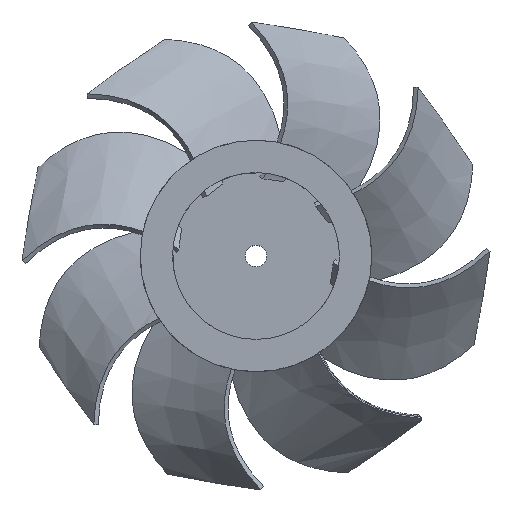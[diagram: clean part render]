
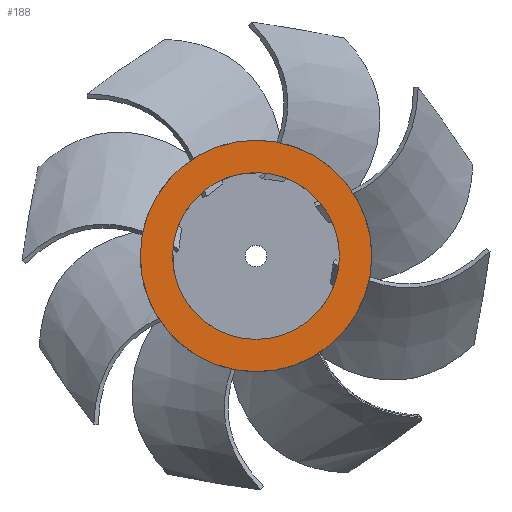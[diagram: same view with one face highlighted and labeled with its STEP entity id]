
A CAD part, top view. The second image highlights one B-rep face of the part: STEP entity #188.
In plain terms, the highlighted planar face has unit normal (0, 0, 1).
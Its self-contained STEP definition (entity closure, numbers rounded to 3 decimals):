
#184=PLANE('',#1304);
#188=ADVANCED_FACE('',(#274,#275),#184,.T.);
#274=FACE_BOUND('',#287,.T.);
#275=FACE_BOUND('',#288,.T.);
#287=EDGE_LOOP('',(#436));
#288=EDGE_LOOP('',(#437));
#379=CIRCLE('',#1301,157.5);
#380=CIRCLE('',#1303,113.605);
#436=ORIENTED_EDGE('',*,*,#959,.F.);
#437=ORIENTED_EDGE('',*,*,#958,.T.);
#826=VERTEX_POINT('',#1704);
#827=VERTEX_POINT('',#1707);
#958=EDGE_CURVE('',#826,#826,#379,.T.);
#959=EDGE_CURVE('',#827,#827,#380,.T.);
#1301=AXIS2_PLACEMENT_3D('',#1703,#1340,#1341);
#1303=AXIS2_PLACEMENT_3D('',#1706,#1344,#1345);
#1304=AXIS2_PLACEMENT_3D('',#1708,#1346,#1347);
#1340=DIRECTION('',(0.,0.,1.));
#1341=DIRECTION('',(1.,0.,0.));
#1344=DIRECTION('',(0.,0.,1.));
#1345=DIRECTION('',(1.,0.,0.));
#1346=DIRECTION('',(0.,0.,1.));
#1347=DIRECTION('',(1.,0.,0.));
#1703=CARTESIAN_POINT('',(0.,0.,130.));
#1704=CARTESIAN_POINT('',(157.5,0.,130.));
#1706=CARTESIAN_POINT('',(0.,0.,130.));
#1707=CARTESIAN_POINT('',(113.605,0.,130.));
#1708=CARTESIAN_POINT('',(0.,0.,130.));
